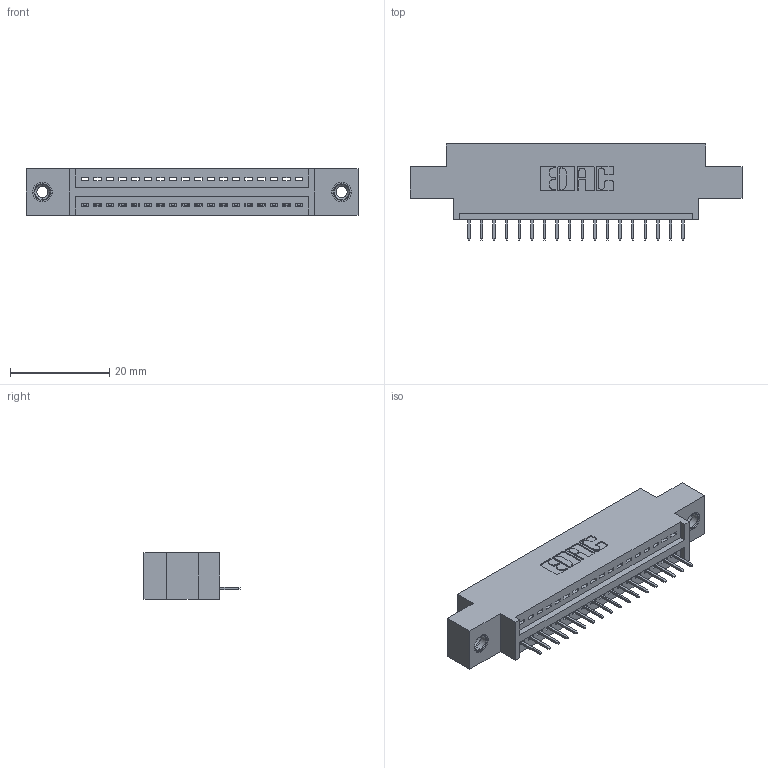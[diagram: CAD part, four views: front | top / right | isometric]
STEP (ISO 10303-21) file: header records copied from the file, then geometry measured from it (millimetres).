
FILE_DESCRIPTION (( 'STEP AP203' ), '1' );
FILE_NAME ('345-018-524-608.STEP', '2018-08-19T07:14:21', ( '' ), ( '' ), 'SwSTEP 2.0', 'SolidWorks 2016', '' );
FILE_SCHEMA (( 'CONFIG_CONTROL_DESIGN' ));
Length unit declared in the file: inch
Products named in the file (4): 345 Part_0.170 Offset - 0.156 Dia-TI; 345-292-001_345-293-124; 345-250-001_345-250-003-102; 345-018-524-608
Assembly tree (21 placements, depth 2):
  345-018-524-608
    345 Part_0.170 Offset - 0.156 Dia-TI
    345-292-001_345-293-124  x18
    345-250-001_345-250-003-102  x2
Bounding box: 66.93 x 19.35 x 9.4 mm (x, y, z)
Volume: 5969.4 mm3; surface area: 7524.9 mm2
Topology: 21 solids, 21 shells, 1306 faces, 3729 edges, 2406 vertices
Faces by surface type: plane 944, cylinder 346, cone 12, torus 4
Entity records: 18170 total; most frequent: CARTESIAN_POINT 3129, ORIENTED_EDGE 3074, DIRECTION 2795, EDGE_CURVE 1537, VECTOR 1317, LINE 1317, VERTEX_POINT 1016, AXIS2_PLACEMENT_3D 739
